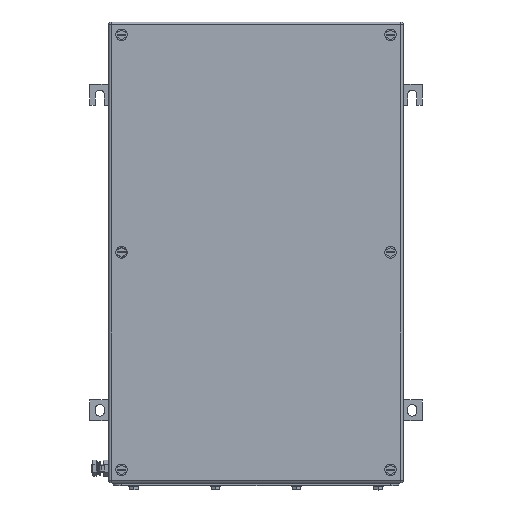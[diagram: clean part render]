
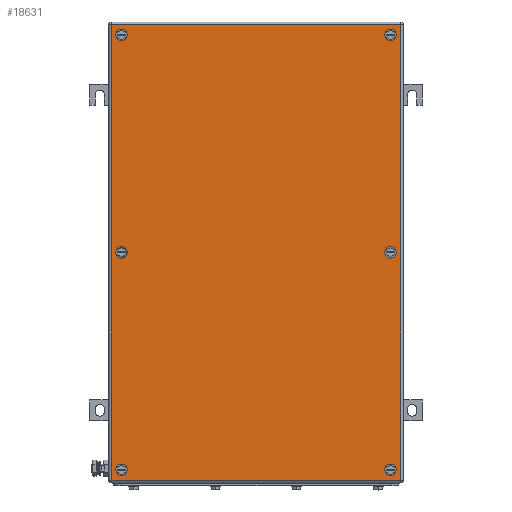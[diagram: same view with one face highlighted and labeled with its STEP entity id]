
A CAD part, top view. The second image highlights one B-rep face of the part: STEP entity #18631.
In plain terms, the highlighted planar face has unit normal (0, 0, 1).
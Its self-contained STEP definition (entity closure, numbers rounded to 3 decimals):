
#18469=AXIS2_PLACEMENT_3D('Circle Axis2P3D',#18467,#18468,$) ;
#18496=AXIS2_PLACEMENT_3D('Plane Axis2P3D',#18493,#18494,#18495) ;
#18534=AXIS2_PLACEMENT_3D('Circle Axis2P3D',#18532,#18533,$) ;
#18543=AXIS2_PLACEMENT_3D('Circle Axis2P3D',#18541,#18542,$) ;
#18552=AXIS2_PLACEMENT_3D('Circle Axis2P3D',#18550,#18551,$) ;
#18561=AXIS2_PLACEMENT_3D('Circle Axis2P3D',#18559,#18560,$) ;
#18570=AXIS2_PLACEMENT_3D('Circle Axis2P3D',#18568,#18569,$) ;
#18579=AXIS2_PLACEMENT_3D('Circle Axis2P3D',#18577,#18578,$) ;
#18588=AXIS2_PLACEMENT_3D('Circle Axis2P3D',#18586,#18587,$) ;
#18597=AXIS2_PLACEMENT_3D('Circle Axis2P3D',#18595,#18596,$) ;
#18606=AXIS2_PLACEMENT_3D('Circle Axis2P3D',#18604,#18605,$) ;
#18615=AXIS2_PLACEMENT_3D('Circle Axis2P3D',#18613,#18614,$) ;
#18624=AXIS2_PLACEMENT_3D('Circle Axis2P3D',#18622,#18623,$) ;
#18464=CARTESIAN_POINT('Vertex',(41.5,286.,153.5)) ;
#18467=CARTESIAN_POINT('Axis2P3D Location',(38.,286.,153.5)) ;
#18471=CARTESIAN_POINT('Vertex',(34.5,286.,153.5)) ;
#18493=CARTESIAN_POINT('Axis2P3D Location',(200.5,286.,153.5)) ;
#18498=CARTESIAN_POINT('Line Origine',(200.5,560.5,153.5)) ;
#18502=CARTESIAN_POINT('Vertex',(375.,560.5,153.5)) ;
#18504=CARTESIAN_POINT('Vertex',(26.,560.5,153.5)) ;
#18507=CARTESIAN_POINT('Line Origine',(26.,286.,153.5)) ;
#18511=CARTESIAN_POINT('Vertex',(26.,11.5,153.5)) ;
#18514=CARTESIAN_POINT('Line Origine',(200.5,11.5,153.5)) ;
#18518=CARTESIAN_POINT('Vertex',(375.,11.5,153.5)) ;
#18521=CARTESIAN_POINT('Line Origine',(375.,286.,153.5)) ;
#18532=CARTESIAN_POINT('Axis2P3D Location',(38.,286.,153.5)) ;
#18541=CARTESIAN_POINT('Axis2P3D Location',(363.,286.,153.5)) ;
#18545=CARTESIAN_POINT('Vertex',(366.5,286.,153.5)) ;
#18547=CARTESIAN_POINT('Vertex',(359.5,286.,153.5)) ;
#18550=CARTESIAN_POINT('Axis2P3D Location',(363.,286.,153.5)) ;
#18559=CARTESIAN_POINT('Axis2P3D Location',(38.,548.5,153.5)) ;
#18563=CARTESIAN_POINT('Vertex',(34.5,548.5,153.5)) ;
#18565=CARTESIAN_POINT('Vertex',(41.5,548.5,153.5)) ;
#18568=CARTESIAN_POINT('Axis2P3D Location',(38.,548.5,153.5)) ;
#18577=CARTESIAN_POINT('Axis2P3D Location',(38.,23.5,153.5)) ;
#18581=CARTESIAN_POINT('Vertex',(34.5,23.5,153.5)) ;
#18583=CARTESIAN_POINT('Vertex',(41.5,23.5,153.5)) ;
#18586=CARTESIAN_POINT('Axis2P3D Location',(38.,23.5,153.5)) ;
#18595=CARTESIAN_POINT('Axis2P3D Location',(363.,23.5,153.5)) ;
#18599=CARTESIAN_POINT('Vertex',(366.5,23.5,153.5)) ;
#18601=CARTESIAN_POINT('Vertex',(359.5,23.5,153.5)) ;
#18604=CARTESIAN_POINT('Axis2P3D Location',(363.,23.5,153.5)) ;
#18613=CARTESIAN_POINT('Axis2P3D Location',(363.,548.5,153.5)) ;
#18617=CARTESIAN_POINT('Vertex',(366.5,548.5,153.5)) ;
#18619=CARTESIAN_POINT('Vertex',(359.5,548.5,153.5)) ;
#18622=CARTESIAN_POINT('Axis2P3D Location',(363.,548.5,153.5)) ;
#18468=DIRECTION('Axis2P3D Direction',(0.,0.,1.)) ;
#18494=DIRECTION('Axis2P3D Direction',(0.,0.,1.)) ;
#18495=DIRECTION('Axis2P3D XDirection',(1.,0.,0.)) ;
#18499=DIRECTION('Vector Direction',(1.,0.,0.)) ;
#18508=DIRECTION('Vector Direction',(0.,-1.,0.)) ;
#18515=DIRECTION('Vector Direction',(1.,0.,0.)) ;
#18522=DIRECTION('Vector Direction',(0.,1.,0.)) ;
#18533=DIRECTION('Axis2P3D Direction',(0.,0.,1.)) ;
#18542=DIRECTION('Axis2P3D Direction',(0.,0.,1.)) ;
#18551=DIRECTION('Axis2P3D Direction',(0.,0.,1.)) ;
#18560=DIRECTION('Axis2P3D Direction',(0.,0.,1.)) ;
#18569=DIRECTION('Axis2P3D Direction',(0.,0.,1.)) ;
#18578=DIRECTION('Axis2P3D Direction',(0.,0.,1.)) ;
#18587=DIRECTION('Axis2P3D Direction',(0.,0.,1.)) ;
#18596=DIRECTION('Axis2P3D Direction',(0.,0.,1.)) ;
#18605=DIRECTION('Axis2P3D Direction',(0.,0.,1.)) ;
#18614=DIRECTION('Axis2P3D Direction',(0.,0.,1.)) ;
#18623=DIRECTION('Axis2P3D Direction',(0.,0.,1.)) ;
#18500=VECTOR('Line Direction',#18499,1.) ;
#18509=VECTOR('Line Direction',#18508,1.) ;
#18516=VECTOR('Line Direction',#18515,1.) ;
#18523=VECTOR('Line Direction',#18522,1.) ;
#18527=ORIENTED_EDGE('',*,*,#18506,.T.) ;
#18528=ORIENTED_EDGE('',*,*,#18513,.T.) ;
#18529=ORIENTED_EDGE('',*,*,#18520,.T.) ;
#18530=ORIENTED_EDGE('',*,*,#18525,.T.) ;
#18538=ORIENTED_EDGE('',*,*,#18536,.F.) ;
#18539=ORIENTED_EDGE('',*,*,#18473,.F.) ;
#18556=ORIENTED_EDGE('',*,*,#18549,.F.) ;
#18557=ORIENTED_EDGE('',*,*,#18554,.F.) ;
#18574=ORIENTED_EDGE('',*,*,#18567,.F.) ;
#18575=ORIENTED_EDGE('',*,*,#18572,.F.) ;
#18592=ORIENTED_EDGE('',*,*,#18585,.F.) ;
#18593=ORIENTED_EDGE('',*,*,#18590,.F.) ;
#18610=ORIENTED_EDGE('',*,*,#18603,.F.) ;
#18611=ORIENTED_EDGE('',*,*,#18608,.F.) ;
#18628=ORIENTED_EDGE('',*,*,#18621,.F.) ;
#18629=ORIENTED_EDGE('',*,*,#18626,.F.) ;
#18540=FACE_BOUND('',#18537,.T.) ;
#18558=FACE_BOUND('',#18555,.T.) ;
#18576=FACE_BOUND('',#18573,.T.) ;
#18594=FACE_BOUND('',#18591,.T.) ;
#18612=FACE_BOUND('',#18609,.T.) ;
#18630=FACE_BOUND('',#18627,.T.) ;
#18631=ADVANCED_FACE('ZUB_KTB_FS_553515_1GP.2\\ZUB_DE_KTB_FS.1\\DE_KTB_MH_PART_MASTER.1\\Koerper.2',(#18531,#18540,#18558,#18576,#18594,#18612,#18630),#18497,.T.) ;
#18470=CIRCLE('generated circle',#18469,3.5) ;
#18535=CIRCLE('generated circle',#18534,3.5) ;
#18544=CIRCLE('generated circle',#18543,3.5) ;
#18553=CIRCLE('generated circle',#18552,3.5) ;
#18562=CIRCLE('generated circle',#18561,3.5) ;
#18571=CIRCLE('generated circle',#18570,3.5) ;
#18580=CIRCLE('generated circle',#18579,3.5) ;
#18589=CIRCLE('generated circle',#18588,3.5) ;
#18598=CIRCLE('generated circle',#18597,3.5) ;
#18607=CIRCLE('generated circle',#18606,3.5) ;
#18616=CIRCLE('generated circle',#18615,3.5) ;
#18625=CIRCLE('generated circle',#18624,3.5) ;
#18473=EDGE_CURVE('',#18465,#18472,#18470,.T.) ;
#18506=EDGE_CURVE('',#18503,#18505,#18501,.F.) ;
#18513=EDGE_CURVE('',#18505,#18512,#18510,.T.) ;
#18520=EDGE_CURVE('',#18512,#18519,#18517,.T.) ;
#18525=EDGE_CURVE('',#18519,#18503,#18524,.T.) ;
#18536=EDGE_CURVE('',#18472,#18465,#18535,.T.) ;
#18549=EDGE_CURVE('',#18546,#18548,#18544,.T.) ;
#18554=EDGE_CURVE('',#18548,#18546,#18553,.T.) ;
#18567=EDGE_CURVE('',#18564,#18566,#18562,.T.) ;
#18572=EDGE_CURVE('',#18566,#18564,#18571,.T.) ;
#18585=EDGE_CURVE('',#18582,#18584,#18580,.T.) ;
#18590=EDGE_CURVE('',#18584,#18582,#18589,.T.) ;
#18603=EDGE_CURVE('',#18600,#18602,#18598,.T.) ;
#18608=EDGE_CURVE('',#18602,#18600,#18607,.T.) ;
#18621=EDGE_CURVE('',#18618,#18620,#18616,.T.) ;
#18626=EDGE_CURVE('',#18620,#18618,#18625,.T.) ;
#18526=EDGE_LOOP('',(#18527,#18528,#18529,#18530)) ;
#18537=EDGE_LOOP('',(#18538,#18539)) ;
#18555=EDGE_LOOP('',(#18556,#18557)) ;
#18573=EDGE_LOOP('',(#18574,#18575)) ;
#18591=EDGE_LOOP('',(#18592,#18593)) ;
#18609=EDGE_LOOP('',(#18610,#18611)) ;
#18627=EDGE_LOOP('',(#18628,#18629)) ;
#18531=FACE_OUTER_BOUND('',#18526,.T.) ;
#18501=LINE('Line',#18498,#18500) ;
#18510=LINE('Line',#18507,#18509) ;
#18517=LINE('Line',#18514,#18516) ;
#18524=LINE('Line',#18521,#18523) ;
#18497=PLANE('',#18496) ;
#18465=VERTEX_POINT('',#18464) ;
#18472=VERTEX_POINT('',#18471) ;
#18503=VERTEX_POINT('',#18502) ;
#18505=VERTEX_POINT('',#18504) ;
#18512=VERTEX_POINT('',#18511) ;
#18519=VERTEX_POINT('',#18518) ;
#18546=VERTEX_POINT('',#18545) ;
#18548=VERTEX_POINT('',#18547) ;
#18564=VERTEX_POINT('',#18563) ;
#18566=VERTEX_POINT('',#18565) ;
#18582=VERTEX_POINT('',#18581) ;
#18584=VERTEX_POINT('',#18583) ;
#18600=VERTEX_POINT('',#18599) ;
#18602=VERTEX_POINT('',#18601) ;
#18618=VERTEX_POINT('',#18617) ;
#18620=VERTEX_POINT('',#18619) ;
